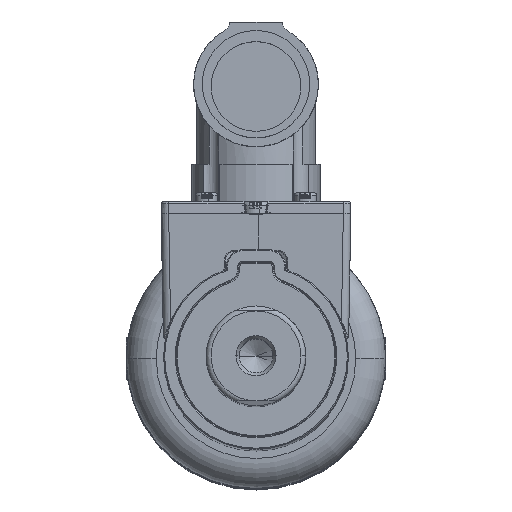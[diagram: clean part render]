
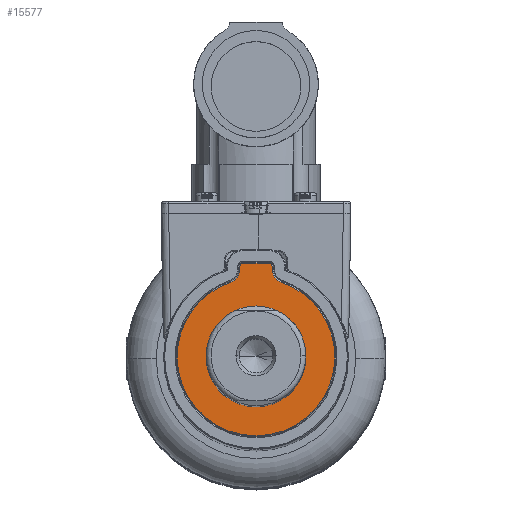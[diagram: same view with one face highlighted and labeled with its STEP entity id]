
A CAD part, top view. The second image highlights one B-rep face of the part: STEP entity #15577.
In plain terms, the highlighted planar face has unit normal (0, 0, 1).
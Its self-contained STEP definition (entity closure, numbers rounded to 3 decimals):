
#1331 = CARTESIAN_POINT ( 'NONE',  ( 2.5, 18., 401. ) ) ;
#1805 = FACE_OUTER_BOUND ( 'NONE', #31917, .T. ) ;
#3145 = CARTESIAN_POINT ( 'NONE',  ( 2.5, 18.8, 401. ) ) ;
#3812 = EDGE_CURVE ( 'NONE', #42704, #36940, #55124, .T. ) ;
#4288 = DIRECTION ( 'NONE',  ( 1., 0., 0. ) ) ;
#4860 = DIRECTION ( 'NONE',  ( 0., 0., 1. ) ) ;
#7293 = EDGE_CURVE ( 'NONE', #27733, #42704, #28803, .T. ) ;
#8114 = DIRECTION ( 'NONE',  ( 0., 0., 1. ) ) ;
#8615 = DIRECTION ( 'NONE',  ( 0., 1., 0. ) ) ;
#10607 = VECTOR ( 'NONE', #27352, 1000. ) ;
#10663 = VECTOR ( 'NONE', #8615, 1000. ) ;
#11581 = DIRECTION ( 'NONE',  ( 1., 0., 0. ) ) ;
#11945 = CIRCLE ( 'NONE', #28111, 0.8 ) ;
#12609 = CARTESIAN_POINT ( 'NONE',  ( 10., 0., 401. ) ) ;
#13196 = CARTESIAN_POINT ( 'NONE',  ( 0., 0., 401. ) ) ;
#13449 = AXIS2_PLACEMENT_3D ( 'NONE', #16403, #35987, #11581 ) ;
#14326 = ORIENTED_EDGE ( 'NONE', *, *, #35889, .T. ) ;
#14586 = DIRECTION ( 'NONE',  ( 0., 0., -1. ) ) ;
#14597 = CARTESIAN_POINT ( 'NONE',  ( 6., 17.5, 401. ) ) ;
#14733 = CARTESIAN_POINT ( 'NONE',  ( 3.3, 18., 401. ) ) ;
#15012 = CARTESIAN_POINT ( 'NONE',  ( 0., 0., 401. ) ) ;
#15289 = DIRECTION ( 'NONE',  ( 0., 0., 1. ) ) ;
#15577 = ADVANCED_FACE ( 'NONE', ( #1805, #21174 ), #41043, .T. ) ;
#15578 = CIRCLE ( 'NONE', #24704, 10. ) ;
#16403 = CARTESIAN_POINT ( 'NONE',  ( 0., 0., 401. ) ) ;
#17560 = DIRECTION ( 'NONE',  ( 1., 0., 0. ) ) ;
#17878 = EDGE_CURVE ( 'NONE', #19999, #26795, #51111, .T. ) ;
#17933 = AXIS2_PLACEMENT_3D ( 'NONE', #1331, #15289, #49194 ) ;
#18784 = CARTESIAN_POINT ( 'NONE',  ( 3.3, 0., 401. ) ) ;
#18882 = CARTESIAN_POINT ( 'NONE',  ( 0., 0., 401. ) ) ;
#18990 = ORIENTED_EDGE ( 'NONE', *, *, #44614, .T. ) ;
#19348 = DIRECTION ( 'NONE',  ( 0., 0., 1. ) ) ;
#19610 = ORIENTED_EDGE ( 'NONE', *, *, #38646, .T. ) ;
#19768 = EDGE_CURVE ( 'NONE', #44518, #47442, #39134, .T. ) ;
#19966 = EDGE_LOOP ( 'NONE', ( #48388, #45993 ) ) ;
#19999 = VERTEX_POINT ( 'NONE', #58934 ) ;
#21174 = FACE_BOUND ( 'NONE', #19966, .T. ) ;
#22030 = AXIS2_PLACEMENT_3D ( 'NONE', #62724, #19348, #43680 ) ;
#23359 = DIRECTION ( 'NONE',  ( 1., 0., 0. ) ) ;
#23732 = VERTEX_POINT ( 'NONE', #48721 ) ;
#23792 = AXIS2_PLACEMENT_3D ( 'NONE', #46097, #60051, #55618 ) ;
#23972 = ORIENTED_EDGE ( 'NONE', *, *, #28573, .T. ) ;
#24230 = CIRCLE ( 'NONE', #28246, 2.7 ) ;
#24246 = DIRECTION ( 'NONE',  ( 1., 0., 0. ) ) ;
#24704 = AXIS2_PLACEMENT_3D ( 'NONE', #15012, #4860, #24246 ) ;
#25539 = EDGE_CURVE ( 'NONE', #40009, #62399, #27700, .T. ) ;
#26231 = EDGE_CURVE ( 'NONE', #23732, #58263, #15578, .T. ) ;
#26795 = VERTEX_POINT ( 'NONE', #59776 ) ;
#27329 = CARTESIAN_POINT ( 'NONE',  ( 0., 18.8, 401. ) ) ;
#27352 = DIRECTION ( 'NONE',  ( 0., -1., 0. ) ) ;
#27700 = CIRCLE ( 'NONE', #34647, 2.7 ) ;
#27733 = VERTEX_POINT ( 'NONE', #44159 ) ;
#28111 = AXIS2_PLACEMENT_3D ( 'NONE', #32725, #46697, #17560 ) ;
#28246 = AXIS2_PLACEMENT_3D ( 'NONE', #57064, #14586, #48188 ) ;
#28267 = EDGE_CURVE ( 'NONE', #58263, #23732, #49336, .T. ) ;
#28526 = DIRECTION ( 'NONE',  ( 1., 0., 0. ) ) ;
#28573 = EDGE_CURVE ( 'NONE', #47442, #60520, #47886, .T. ) ;
#28598 = CARTESIAN_POINT ( 'NONE',  ( -15.8, 0., 401. ) ) ;
#28803 = CIRCLE ( 'NONE', #35013, 15.8 ) ;
#31325 = CARTESIAN_POINT ( 'NONE',  ( -2.5, 18.8, 401. ) ) ;
#31917 = EDGE_LOOP ( 'NONE', ( #43519, #58103, #14326, #34104, #19610, #51124, #23972, #18990, #53765, #51200 ) ) ;
#32725 = CARTESIAN_POINT ( 'NONE',  ( -2.5, 18., 401. ) ) ;
#34104 = ORIENTED_EDGE ( 'NONE', *, *, #25539, .T. ) ;
#34647 = AXIS2_PLACEMENT_3D ( 'NONE', #14597, #38377, #28526 ) ;
#35013 = AXIS2_PLACEMENT_3D ( 'NONE', #18882, #56895, #4288 ) ;
#35889 = EDGE_CURVE ( 'NONE', #36940, #40009, #36879, .T. ) ;
#35987 = DIRECTION ( 'NONE',  ( 0., 0., 1. ) ) ;
#36879 = CIRCLE ( 'NONE', #43979, 15.8 ) ;
#36940 = VERTEX_POINT ( 'NONE', #38737 ) ;
#38377 = DIRECTION ( 'NONE',  ( 0., 0., -1. ) ) ;
#38646 = EDGE_CURVE ( 'NONE', #62399, #44518, #41573, .T. ) ;
#38737 = CARTESIAN_POINT ( 'NONE',  ( 15.8, 0., 401. ) ) ;
#39134 = CIRCLE ( 'NONE', #17933, 0.8 ) ;
#40009 = VERTEX_POINT ( 'NONE', #44953 ) ;
#40921 = EDGE_CURVE ( 'NONE', #26795, #27733, #24230, .T. ) ;
#41043 = PLANE ( 'NONE',  #13449 ) ;
#41573 = LINE ( 'NONE', #18784, #10663 ) ;
#42704 = VERTEX_POINT ( 'NONE', #28598 ) ;
#43519 = ORIENTED_EDGE ( 'NONE', *, *, #7293, .T. ) ;
#43680 = DIRECTION ( 'NONE',  ( 1., 0., 0. ) ) ;
#43979 = AXIS2_PLACEMENT_3D ( 'NONE', #13196, #8114, #23359 ) ;
#44159 = CARTESIAN_POINT ( 'NONE',  ( -5.124, 14.946, 401. ) ) ;
#44518 = VERTEX_POINT ( 'NONE', #14733 ) ;
#44614 = EDGE_CURVE ( 'NONE', #60520, #19999, #11945, .T. ) ;
#44953 = CARTESIAN_POINT ( 'NONE',  ( 5.124, 14.946, 401. ) ) ;
#45993 = ORIENTED_EDGE ( 'NONE', *, *, #26231, .F. ) ;
#46097 = CARTESIAN_POINT ( 'NONE',  ( 0., 0., 401. ) ) ;
#46656 = DIRECTION ( 'NONE',  ( -1., 0., 0. ) ) ;
#46697 = DIRECTION ( 'NONE',  ( 0., 0., 1. ) ) ;
#47442 = VERTEX_POINT ( 'NONE', #3145 ) ;
#47886 = LINE ( 'NONE', #27329, #61393 ) ;
#48188 = DIRECTION ( 'NONE',  ( 1., 0., 0. ) ) ;
#48388 = ORIENTED_EDGE ( 'NONE', *, *, #28267, .F. ) ;
#48721 = CARTESIAN_POINT ( 'NONE',  ( -10., 0., 401. ) ) ;
#49194 = DIRECTION ( 'NONE',  ( 1., 0., 0. ) ) ;
#49336 = CIRCLE ( 'NONE', #22030, 10. ) ;
#51111 = LINE ( 'NONE', #60624, #10607 ) ;
#51124 = ORIENTED_EDGE ( 'NONE', *, *, #19768, .T. ) ;
#51200 = ORIENTED_EDGE ( 'NONE', *, *, #40921, .T. ) ;
#53765 = ORIENTED_EDGE ( 'NONE', *, *, #17878, .T. ) ;
#55124 = CIRCLE ( 'NONE', #23792, 15.8 ) ;
#55618 = DIRECTION ( 'NONE',  ( 1., 0., 0. ) ) ;
#56895 = DIRECTION ( 'NONE',  ( 0., 0., 1. ) ) ;
#57064 = CARTESIAN_POINT ( 'NONE',  ( -6., 17.5, 401. ) ) ;
#58103 = ORIENTED_EDGE ( 'NONE', *, *, #3812, .T. ) ;
#58263 = VERTEX_POINT ( 'NONE', #12609 ) ;
#58354 = CARTESIAN_POINT ( 'NONE',  ( 3.3, 17.5, 401. ) ) ;
#58934 = CARTESIAN_POINT ( 'NONE',  ( -3.3, 18., 401. ) ) ;
#59776 = CARTESIAN_POINT ( 'NONE',  ( -3.3, 17.5, 401. ) ) ;
#60051 = DIRECTION ( 'NONE',  ( 0., 0., 1. ) ) ;
#60520 = VERTEX_POINT ( 'NONE', #31325 ) ;
#60624 = CARTESIAN_POINT ( 'NONE',  ( -3.3, 0., 401. ) ) ;
#61393 = VECTOR ( 'NONE', #46656, 1000. ) ;
#62399 = VERTEX_POINT ( 'NONE', #58354 ) ;
#62724 = CARTESIAN_POINT ( 'NONE',  ( 0., 0., 401. ) ) ;
